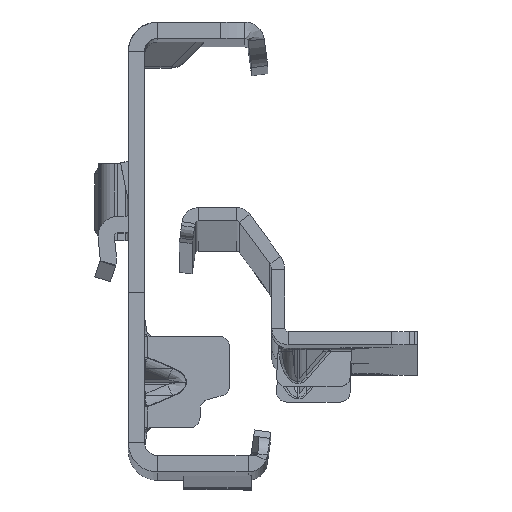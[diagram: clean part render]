
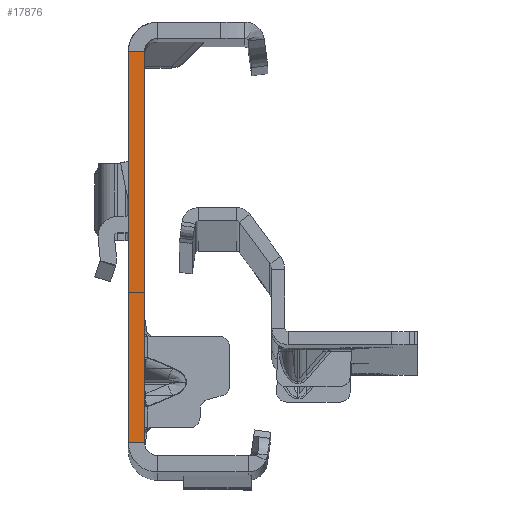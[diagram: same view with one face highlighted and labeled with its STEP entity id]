
A CAD part, top view. The second image highlights one B-rep face of the part: STEP entity #17876.
In plain terms, the highlighted planar face has unit normal (0, 0, 1).
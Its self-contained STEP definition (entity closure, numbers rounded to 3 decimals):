
#428 = DIRECTION ( 'NONE',  ( 0., -1., 0. ) ) ;
#864 = AXIS2_PLACEMENT_3D ( 'NONE', #8085, #2211, #12005 ) ;
#1056 = VECTOR ( 'NONE', #7404, 1000. ) ;
#1661 = VECTOR ( 'NONE', #11184, 1000. ) ;
#1807 = LINE ( 'NONE', #7585, #11047 ) ;
#2084 = CARTESIAN_POINT ( 'NONE',  ( -2.5, -32., 0. ) ) ;
#2211 = DIRECTION ( 'NONE',  ( 0., 0., 1. ) ) ;
#3897 = CARTESIAN_POINT ( 'NONE',  ( -2.5, -30., 0. ) ) ;
#3995 = VECTOR ( 'NONE', #7862, 1000. ) ;
#4303 = CARTESIAN_POINT ( 'NONE',  ( -2.5, 30., 0. ) ) ;
#4910 = VERTEX_POINT ( 'NONE', #4303 ) ;
#5288 = ORIENTED_EDGE ( 'NONE', *, *, #9554, .T. ) ;
#5319 = EDGE_CURVE ( 'NONE', #6394, #6685, #1807, .T. ) ;
#6394 = VERTEX_POINT ( 'NONE', #16423 ) ;
#6685 = VERTEX_POINT ( 'NONE', #16845 ) ;
#6799 = ORIENTED_EDGE ( 'NONE', *, *, #5319, .F. ) ;
#7404 = DIRECTION ( 'NONE',  ( 0., -1., 0. ) ) ;
#7585 = CARTESIAN_POINT ( 'NONE',  ( 0., -32., 0. ) ) ;
#7862 = DIRECTION ( 'NONE',  ( -1., 0., 0. ) ) ;
#8009 = VERTEX_POINT ( 'NONE', #3897 ) ;
#8085 = CARTESIAN_POINT ( 'NONE',  ( -2.5, -32., 0. ) ) ;
#8168 = ORIENTED_EDGE ( 'NONE', *, *, #9692, .F. ) ;
#9179 = FACE_OUTER_BOUND ( 'NONE', #16044, .T. ) ;
#9324 = LINE ( 'NONE', #13419, #3995 ) ;
#9554 = EDGE_CURVE ( 'NONE', #4910, #8009, #12882, .T. ) ;
#9649 = LINE ( 'NONE', #14001, #1661 ) ;
#9692 = EDGE_CURVE ( 'NONE', #6685, #8009, #9324, .T. ) ;
#10819 = PLANE ( 'NONE',  #864 ) ;
#11047 = VECTOR ( 'NONE', #428, 1000. ) ;
#11184 = DIRECTION ( 'NONE',  ( -1., 0., 0. ) ) ;
#11694 = EDGE_CURVE ( 'NONE', #6394, #4910, #9649, .T. ) ;
#12005 = DIRECTION ( 'NONE',  ( 1., 0., 0. ) ) ;
#12555 = ORIENTED_EDGE ( 'NONE', *, *, #11694, .T. ) ;
#12882 = LINE ( 'NONE', #2084, #1056 ) ;
#13419 = CARTESIAN_POINT ( 'NONE',  ( 0., -30., 0. ) ) ;
#14001 = CARTESIAN_POINT ( 'NONE',  ( 0., 30., 0. ) ) ;
#16044 = EDGE_LOOP ( 'NONE', ( #6799, #12555, #5288, #8168 ) ) ;
#16423 = CARTESIAN_POINT ( 'NONE',  ( 0., 30., 0. ) ) ;
#16845 = CARTESIAN_POINT ( 'NONE',  ( 0., -30., 0. ) ) ;
#17876 = ADVANCED_FACE ( 'NONE', ( #9179 ), #10819, .T. ) ;
